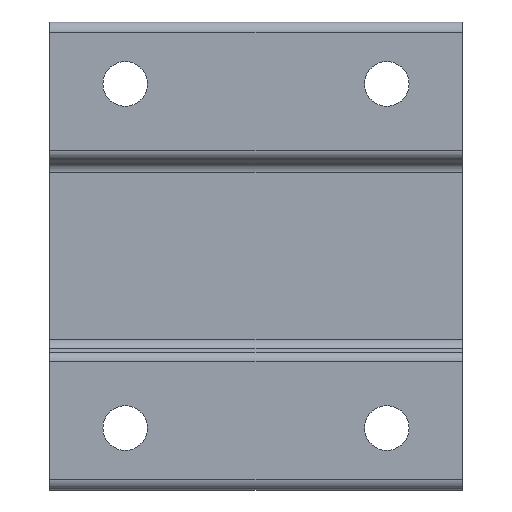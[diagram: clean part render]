
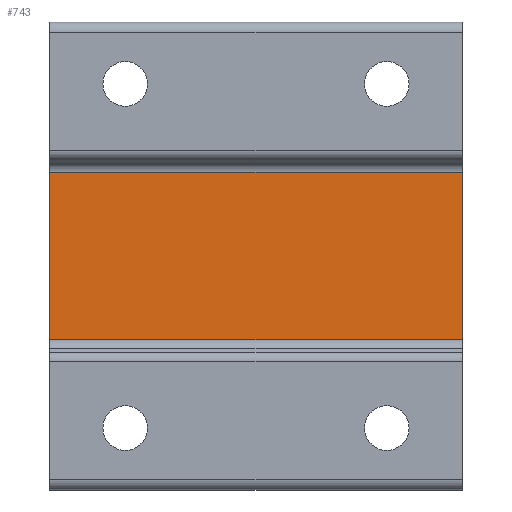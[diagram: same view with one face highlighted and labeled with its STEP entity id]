
A CAD part, front view. The second image highlights one B-rep face of the part: STEP entity #743.
In plain terms, the highlighted planar face has unit normal (0, -1, 0).
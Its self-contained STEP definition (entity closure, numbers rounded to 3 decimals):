
#27=PLANE('',#817);
#47=FACE_OUTER_BOUND('',#89,.T.);
#89=EDGE_LOOP('',(#543,#544,#545,#546));
#137=LINE('',#1132,#206);
#151=LINE('',#1192,#220);
#153=LINE('',#1196,#222);
#154=LINE('',#1197,#223);
#206=VECTOR('',#897,10.);
#220=VECTOR('',#945,10.);
#222=VECTOR('',#949,10.);
#223=VECTOR('',#950,10.);
#320=VERTEX_POINT('',#1129);
#321=VERTEX_POINT('',#1131);
#350=VERTEX_POINT('',#1190);
#351=VERTEX_POINT('',#1195);
#396=EDGE_CURVE('',#320,#321,#137,.T.);
#426=EDGE_CURVE('',#350,#320,#151,.T.);
#428=EDGE_CURVE('',#351,#350,#153,.T.);
#429=EDGE_CURVE('',#321,#351,#154,.T.);
#543=ORIENTED_EDGE('',*,*,#426,.F.);
#544=ORIENTED_EDGE('',*,*,#428,.F.);
#545=ORIENTED_EDGE('',*,*,#429,.F.);
#546=ORIENTED_EDGE('',*,*,#396,.F.);
#743=ADVANCED_FACE('',(#47),#27,.F.);
#817=AXIS2_PLACEMENT_3D('',#1194,#947,#948);
#897=DIRECTION('',(0.,0.,1.));
#945=DIRECTION('',(-1.,0.,0.));
#947=DIRECTION('center_axis',(0.,1.,0.));
#948=DIRECTION('ref_axis',(0.,0.,-1.));
#949=DIRECTION('',(0.,0.,-1.));
#950=DIRECTION('',(1.,0.,0.));
#1129=CARTESIAN_POINT('',(-15.,1.3,-6.067));
#1131=CARTESIAN_POINT('',(-15.,1.3,6.067));
#1132=CARTESIAN_POINT('',(-15.,1.3,-5.25));
#1190=CARTESIAN_POINT('',(15.,1.3,-6.067));
#1192=CARTESIAN_POINT('',(15.,1.3,-6.067));
#1194=CARTESIAN_POINT('Origin',(15.,1.3,6.5));
#1195=CARTESIAN_POINT('',(15.,1.3,6.067));
#1196=CARTESIAN_POINT('',(15.,1.3,11.75));
#1197=CARTESIAN_POINT('',(15.,1.3,6.067));
